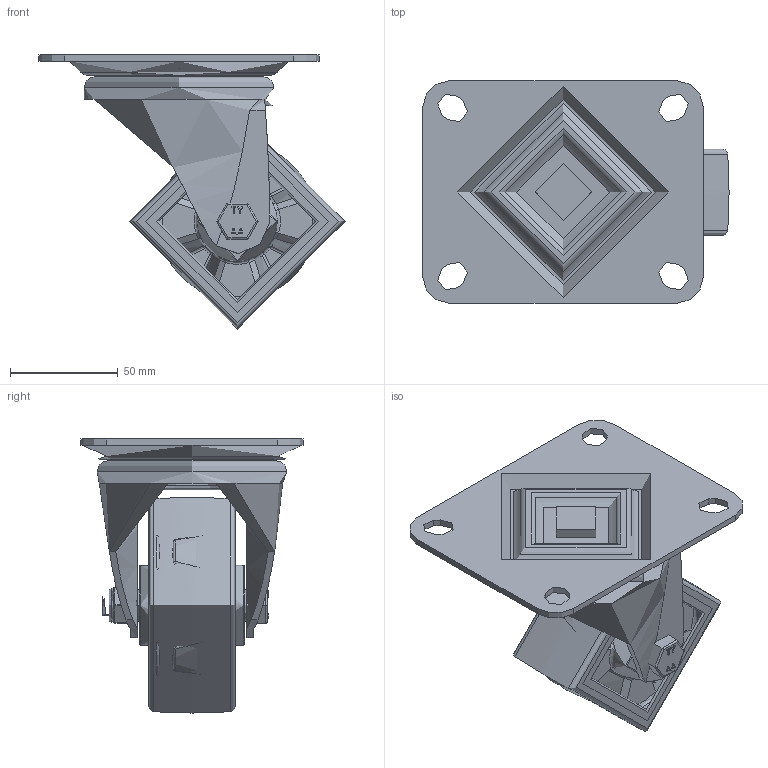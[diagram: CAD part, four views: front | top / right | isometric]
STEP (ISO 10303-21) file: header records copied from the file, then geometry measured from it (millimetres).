
FILE_DESCRIPTION(/* description */ (''),/* implementation_level */ '2;1');
FILE_NAME(/* name */ 'BZH100XPNBLP.step',/* time_stamp */ '2024-05-10T14:14:50+01:00',/* author */ (''),/* organization */ (''),/* preprocessor_version */ 'ST-DEVELOPER v20',/* originating_system */ 'Autodesk Translation Framework v12.20.1.177',/* authorisation */ '');
FILE_SCHEMA (('AUTOMOTIVE_DESIGN { 1 0 10303 214 3 1 1 }'));
Products named in the file (21): BZH100XPNBLP; BZH100ASLP v1; ZINC PLATED PRESSED STEEL FORK; ZINC PLATED PRESSED STEEL TOP PLATE; BZXH100WPNRB v1; POLYURETHANE TYRE; NYLON RIM; NYLON RIM Geometry; CAP; ROLLER BEARING; CAGE; RIBS; Component4; TUBEM15X52CH v1; ZINC PLATED STEEL TUBE; HEXBOLTM10X70Z8.8 v2; GRADE 8.8 THREADED ZINC PLATED BOLT; NYLOCM10Z v1; NYLOC NUT; RUBBER; NUT
Assembly tree (27 placements, depth 5):
  BZH100XPNBLP
    BZH100ASLP v1
      ZINC PLATED PRESSED STEEL FORK
      ZINC PLATED PRESSED STEEL TOP PLATE
    BZXH100WPNRB v1
      POLYURETHANE TYRE
      NYLON RIM
        NYLON RIM Geometry
        CAP
      ROLLER BEARING
        CAGE
        RIBS
          Component4  x8
    TUBEM15X52CH v1
      ZINC PLATED STEEL TUBE
    HEXBOLTM10X70Z8.8 v2
      GRADE 8.8 THREADED ZINC PLATED BOLT
    NYLOCM10Z v1
      NYLOC NUT
        RUBBER
        NUT
Bounding box: 142 x 103 x 127.13 mm (x, y, z)
Volume: 323429.4 mm3; surface area: 148717.4 mm2
Topology: 18 solids, 18 shells, 604 faces, 1402 edges, 844 vertices
Faces by surface type: plane 199, bspline 159, cylinder 141, torus 59, sphere 44, cone 2
Full cylindrical faces by diameter (mm): 4 x8, 8.141 x18, 9.85 x19, 10 x3, 10.3 x1, 10.5 x2, 12 x2, 14.9 x1, 15 x1, 15.5 x2, 16 x2, 22.5 x1, 26 x2, 26.9 x1, 27 x1, 28 x1, 30 x1, 36 x1, 37 x2, 73 x2, 82 x1, 85 x2, 88 x1
Entity records: 47890 total; most frequent: CARTESIAN_POINT 34566, ORIENTED_EDGE 2762, DIRECTION 2526, EDGE_CURVE 1381, AXIS2_PLACEMENT_3D 1021, VERTEX_POINT 830, EDGE_LOOP 637, FACE_OUTER_BOUND 583
